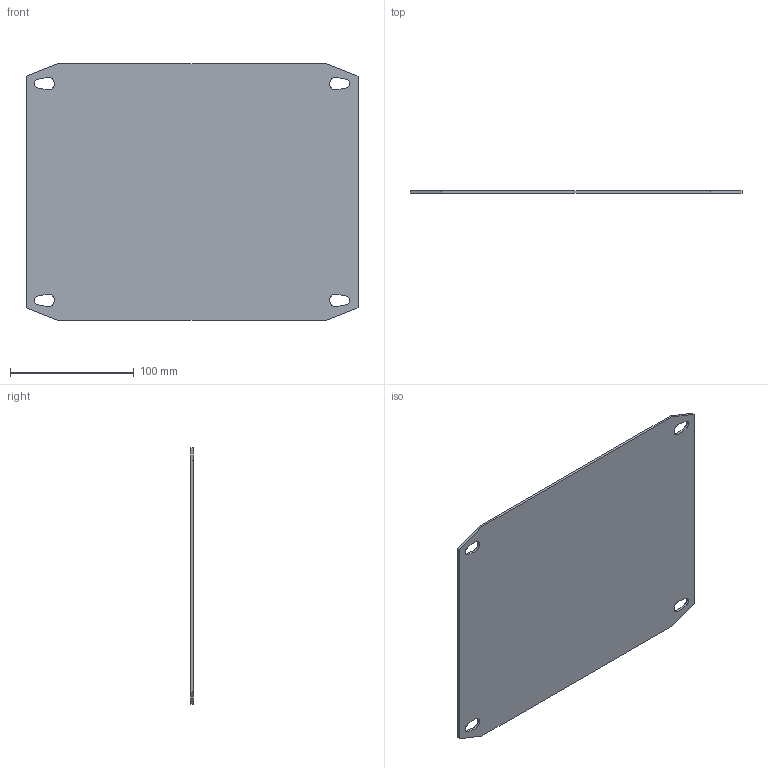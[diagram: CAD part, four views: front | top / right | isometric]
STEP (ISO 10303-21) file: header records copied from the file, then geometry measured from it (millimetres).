
FILE_DESCRIPTION((''),'2;1');
FILE_NAME('NMP2530','2016-11-30T',('kjell_andersson'),(''),'PRO/ENGINEER BY PARAMETRIC TECHNOLOGY CORPORATION, 2013230','PRO/ENGINEER BY PARAMETRIC TECHNOLOGY CORPORATION, 2013230','');
FILE_SCHEMA(('CONFIG_CONTROL_DESIGN'));
Length unit declared in the file: millimetre
Products named in the file (1): NMP2530
Bounding box: 268 x 2 x 207 mm (x, y, z)
Volume: 108906.3 mm3; surface area: 111085.3 mm2
Topology: 1 solids, 1 shells, 26 faces, 72 edges, 48 vertices
Faces by surface type: plane 18, cylinder 8
Entity records: 886 total; most frequent: CARTESIAN_POINT 146, ORIENTED_EDGE 144, DIRECTION 140, EDGE_CURVE 72, VECTOR 56, LINE 56, VERTEX_POINT 48, AXIS2_PLACEMENT_3D 42
